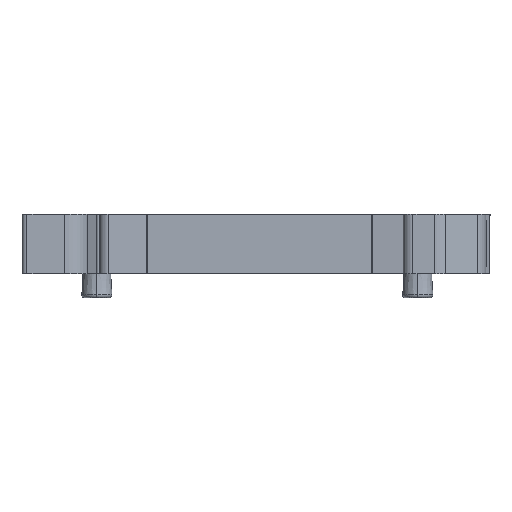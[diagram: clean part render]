
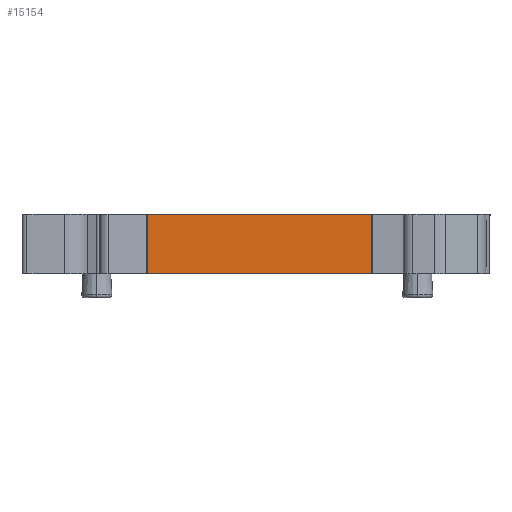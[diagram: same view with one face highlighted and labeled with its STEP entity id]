
A CAD part, front view. The second image highlights one B-rep face of the part: STEP entity #15154.
In plain terms, the highlighted planar face has unit normal (0, -1, 0).
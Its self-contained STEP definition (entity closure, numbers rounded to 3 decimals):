
#32 = PLANE('',#33);
#33 = AXIS2_PLACEMENT_3D('',#34,#35,#36);
#34 = CARTESIAN_POINT('',(0.,0.5,6.1));
#35 = DIRECTION('',(0.,0.,1.));
#36 = DIRECTION('',(1.,0.,0.));
#5191 = VERTEX_POINT('',#5192);
#5192 = CARTESIAN_POINT('',(11.721,0.8,6.1));
#5207 = CYLINDRICAL_SURFACE('',#5208,1.);
#5208 = AXIS2_PLACEMENT_3D('',#5209,#5210,#5211);
#5209 = CARTESIAN_POINT('',(11.721,-0.2,6.1));
#5210 = DIRECTION('',(0.,0.,1.));
#5211 = DIRECTION('',(1.,0.,0.));
#5219 = EDGE_CURVE('',#5220,#5191,#5222,.T.);
#5220 = VERTEX_POINT('',#5221);
#5221 = CARTESIAN_POINT('',(-11.321,0.8,6.1));
#5222 = SURFACE_CURVE('',#5223,(#5227,#5234),.PCURVE_S1.);
#5223 = LINE('',#5224,#5225);
#5224 = CARTESIAN_POINT('',(-11.321,0.8,6.1));
#5225 = VECTOR('',#5226,1.);
#5226 = DIRECTION('',(1.,0.,0.));
#5227 = PCURVE('',#32,#5228);
#5228 = DEFINITIONAL_REPRESENTATION('',(#5229),#5233);
#5229 = LINE('',#5230,#5231);
#5230 = CARTESIAN_POINT('',(-11.321,0.3));
#5231 = VECTOR('',#5232,1.);
#5232 = DIRECTION('',(1.,0.));
#5233 = ( GEOMETRIC_REPRESENTATION_CONTEXT(2) 
PARAMETRIC_REPRESENTATION_CONTEXT() REPRESENTATION_CONTEXT('2D SPACE',''
  ) );
#5234 = PCURVE('',#5235,#5240);
#5235 = PLANE('',#5236);
#5236 = AXIS2_PLACEMENT_3D('',#5237,#5238,#5239);
#5237 = CARTESIAN_POINT('',(11.721,0.8,6.1));
#5238 = DIRECTION('',(0.,1.,0.));
#5239 = DIRECTION('',(-1.,0.,0.));
#5240 = DEFINITIONAL_REPRESENTATION('',(#5241),#5245);
#5241 = LINE('',#5242,#5243);
#5242 = CARTESIAN_POINT('',(23.042,0.));
#5243 = VECTOR('',#5244,1.);
#5244 = DIRECTION('',(-1.,0.));
#5245 = ( GEOMETRIC_REPRESENTATION_CONTEXT(2) 
PARAMETRIC_REPRESENTATION_CONTEXT() REPRESENTATION_CONTEXT('2D SPACE',''
  ) );
#5264 = CYLINDRICAL_SURFACE('',#5265,1.);
#5265 = AXIS2_PLACEMENT_3D('',#5266,#5267,#5268);
#5266 = CARTESIAN_POINT('',(-11.321,-0.2,6.1));
#5267 = DIRECTION('',(0.,0.,1.));
#5268 = DIRECTION('',(1.,0.,0.));
#6415 = PLANE('',#6416);
#6416 = AXIS2_PLACEMENT_3D('',#6417,#6418,#6419);
#6417 = CARTESIAN_POINT('',(0.,0.5,0.));
#6418 = DIRECTION('',(0.,0.,1.));
#6419 = DIRECTION('',(1.,0.,0.));
#7982 = VERTEX_POINT('',#7983);
#7983 = CARTESIAN_POINT('',(-11.321,0.8,0.));
#8005 = EDGE_CURVE('',#8006,#7982,#8008,.T.);
#8006 = VERTEX_POINT('',#8007);
#8007 = CARTESIAN_POINT('',(11.721,0.8,0.));
#8008 = SURFACE_CURVE('',#8009,(#8013,#8020),.PCURVE_S1.);
#8009 = LINE('',#8010,#8011);
#8010 = CARTESIAN_POINT('',(11.721,0.8,0.));
#8011 = VECTOR('',#8012,1.);
#8012 = DIRECTION('',(-1.,0.,0.));
#8013 = PCURVE('',#6415,#8014);
#8014 = DEFINITIONAL_REPRESENTATION('',(#8015),#8019);
#8015 = LINE('',#8016,#8017);
#8016 = CARTESIAN_POINT('',(11.721,0.3));
#8017 = VECTOR('',#8018,1.);
#8018 = DIRECTION('',(-1.,0.));
#8019 = ( GEOMETRIC_REPRESENTATION_CONTEXT(2) 
PARAMETRIC_REPRESENTATION_CONTEXT() REPRESENTATION_CONTEXT('2D SPACE',''
  ) );
#8020 = PCURVE('',#5235,#8021);
#8021 = DEFINITIONAL_REPRESENTATION('',(#8022),#8026);
#8022 = LINE('',#8023,#8024);
#8023 = CARTESIAN_POINT('',(0.,-6.1));
#8024 = VECTOR('',#8025,1.);
#8025 = DIRECTION('',(1.,0.));
#8026 = ( GEOMETRIC_REPRESENTATION_CONTEXT(2) 
PARAMETRIC_REPRESENTATION_CONTEXT() REPRESENTATION_CONTEXT('2D SPACE',''
  ) );
#15134 = EDGE_CURVE('',#5191,#8006,#15135,.T.);
#15135 = SURFACE_CURVE('',#15136,(#15140,#15147),.PCURVE_S1.);
#15136 = LINE('',#15137,#15138);
#15137 = CARTESIAN_POINT('',(11.721,0.8,6.1));
#15138 = VECTOR('',#15139,1.);
#15139 = DIRECTION('',(0.,0.,-1.));
#15140 = PCURVE('',#5207,#15141);
#15141 = DEFINITIONAL_REPRESENTATION('',(#15142),#15146);
#15142 = LINE('',#15143,#15144);
#15143 = CARTESIAN_POINT('',(1.571,0.));
#15144 = VECTOR('',#15145,1.);
#15145 = DIRECTION('',(0.,-1.));
#15146 = ( GEOMETRIC_REPRESENTATION_CONTEXT(2) 
PARAMETRIC_REPRESENTATION_CONTEXT() REPRESENTATION_CONTEXT('2D SPACE',''
  ) );
#15147 = PCURVE('',#5235,#15148);
#15148 = DEFINITIONAL_REPRESENTATION('',(#15149),#15153);
#15149 = LINE('',#15150,#15151);
#15150 = CARTESIAN_POINT('',(0.,0.));
#15151 = VECTOR('',#15152,1.);
#15152 = DIRECTION('',(0.,-1.));
#15153 = ( GEOMETRIC_REPRESENTATION_CONTEXT(2) 
PARAMETRIC_REPRESENTATION_CONTEXT() REPRESENTATION_CONTEXT('2D SPACE',''
  ) );
#15154 = ADVANCED_FACE('',(#15155),#5235,.F.);
#15155 = FACE_BOUND('',#15156,.F.);
#15156 = EDGE_LOOP('',(#15157,#15158,#15179,#15180));
#15157 = ORIENTED_EDGE('',*,*,#8005,.T.);
#15158 = ORIENTED_EDGE('',*,*,#15159,.F.);
#15159 = EDGE_CURVE('',#5220,#7982,#15160,.T.);
#15160 = SURFACE_CURVE('',#15161,(#15165,#15172),.PCURVE_S1.);
#15161 = LINE('',#15162,#15163);
#15162 = CARTESIAN_POINT('',(-11.321,0.8,6.1));
#15163 = VECTOR('',#15164,1.);
#15164 = DIRECTION('',(0.,0.,-1.));
#15165 = PCURVE('',#5235,#15166);
#15166 = DEFINITIONAL_REPRESENTATION('',(#15167),#15171);
#15167 = LINE('',#15168,#15169);
#15168 = CARTESIAN_POINT('',(23.042,0.));
#15169 = VECTOR('',#15170,1.);
#15170 = DIRECTION('',(0.,-1.));
#15171 = ( GEOMETRIC_REPRESENTATION_CONTEXT(2) 
PARAMETRIC_REPRESENTATION_CONTEXT() REPRESENTATION_CONTEXT('2D SPACE',''
  ) );
#15172 = PCURVE('',#5264,#15173);
#15173 = DEFINITIONAL_REPRESENTATION('',(#15174),#15178);
#15174 = LINE('',#15175,#15176);
#15175 = CARTESIAN_POINT('',(1.571,0.));
#15176 = VECTOR('',#15177,1.);
#15177 = DIRECTION('',(0.,-1.));
#15178 = ( GEOMETRIC_REPRESENTATION_CONTEXT(2) 
PARAMETRIC_REPRESENTATION_CONTEXT() REPRESENTATION_CONTEXT('2D SPACE',''
  ) );
#15179 = ORIENTED_EDGE('',*,*,#5219,.T.);
#15180 = ORIENTED_EDGE('',*,*,#15134,.T.);
